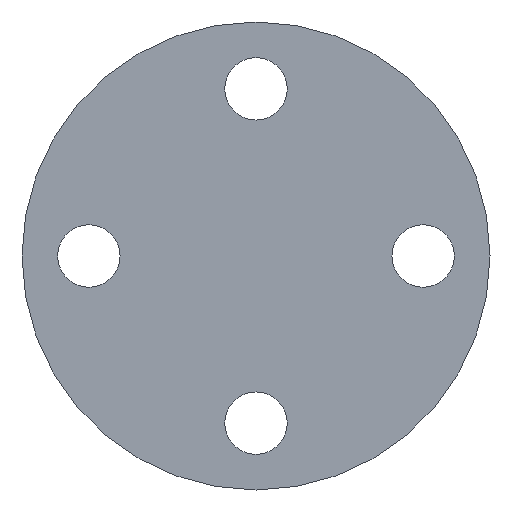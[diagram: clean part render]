
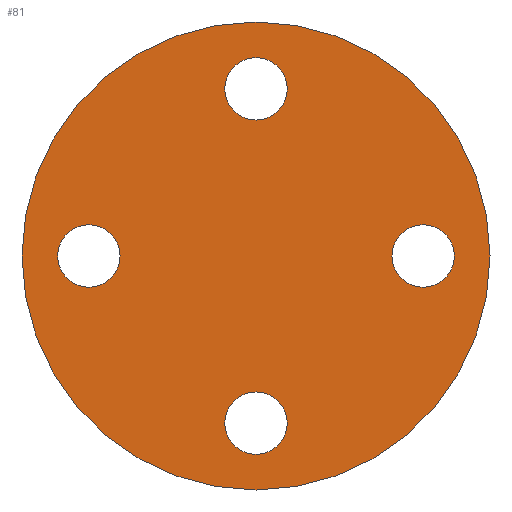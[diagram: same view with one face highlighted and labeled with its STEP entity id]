
A CAD part, front view. The second image highlights one B-rep face of the part: STEP entity #81.
In plain terms, the highlighted planar face has unit normal (0, -1, 0).
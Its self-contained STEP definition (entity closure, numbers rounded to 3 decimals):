
#7 = ORIENTED_EDGE ( 'NONE', *, *, #93, .T. ) ;
#17 = CIRCLE ( 'NONE', #28, 7. ) ;
#23 = CARTESIAN_POINT ( 'NONE',  ( -37.5, 0., 0. ) ) ;
#25 = CARTESIAN_POINT ( 'NONE',  ( 0., 0., 0. ) ) ;
#28 = AXIS2_PLACEMENT_3D ( 'NONE', #229, #44, #431 ) ;
#30 = CARTESIAN_POINT ( 'NONE',  ( 0., 0., -37.5 ) ) ;
#36 = VERTEX_POINT ( 'NONE', #553 ) ;
#41 = CIRCLE ( 'NONE', #397, 7. ) ;
#44 = DIRECTION ( 'NONE',  ( 0., 1., 0. ) ) ;
#49 = VERTEX_POINT ( 'NONE', #205 ) ;
#54 = EDGE_CURVE ( 'NONE', #263, #222, #111, .T. ) ;
#57 = DIRECTION ( 'NONE',  ( 0., 1., 0. ) ) ;
#65 = DIRECTION ( 'NONE',  ( 0., 0., 1. ) ) ;
#67 = CARTESIAN_POINT ( 'NONE',  ( 0., 0., 0. ) ) ;
#71 = AXIS2_PLACEMENT_3D ( 'NONE', #592, #625, #407 ) ;
#77 = ORIENTED_EDGE ( 'NONE', *, *, #143, .F. ) ;
#81 = ADVANCED_FACE ( 'NONE', ( #164, #510, #460, #113, #357 ), #408, .F. ) ;
#88 = EDGE_LOOP ( 'NONE', ( #77, #523 ) ) ;
#93 = EDGE_CURVE ( 'NONE', #105, #95, #463, .T. ) ;
#95 = VERTEX_POINT ( 'NONE', #116 ) ;
#98 = CARTESIAN_POINT ( 'NONE',  ( 37.5, 0., 0. ) ) ;
#99 = ORIENTED_EDGE ( 'NONE', *, *, #540, .T. ) ;
#104 = CIRCLE ( 'NONE', #342, 7. ) ;
#105 = VERTEX_POINT ( 'NONE', #154 ) ;
#111 = CIRCLE ( 'NONE', #321, 7. ) ;
#113 = FACE_BOUND ( 'NONE', #336, .T. ) ;
#116 = CARTESIAN_POINT ( 'NONE',  ( 37.5, 0., 7. ) ) ;
#124 = CARTESIAN_POINT ( 'NONE',  ( 37.5, 0., 0. ) ) ;
#125 = DIRECTION ( 'NONE',  ( 0., 0., 1. ) ) ;
#126 = CARTESIAN_POINT ( 'NONE',  ( 0., 0., -44.5 ) ) ;
#143 = EDGE_CURVE ( 'NONE', #371, #348, #564, .T. ) ;
#149 = CIRCLE ( 'NONE', #230, 7. ) ;
#154 = CARTESIAN_POINT ( 'NONE',  ( 37.5, 0., -7. ) ) ;
#162 = ORIENTED_EDGE ( 'NONE', *, *, #392, .T. ) ;
#164 = FACE_BOUND ( 'NONE', #245, .T. ) ;
#172 = DIRECTION ( 'NONE',  ( 0., 0., 1. ) ) ;
#183 = CARTESIAN_POINT ( 'NONE',  ( -37.5, 0., 7. ) ) ;
#193 = EDGE_LOOP ( 'NONE', ( #621, #417 ) ) ;
#205 = CARTESIAN_POINT ( 'NONE',  ( 0., 0., -30.5 ) ) ;
#211 = CARTESIAN_POINT ( 'NONE',  ( 0., 0., -37.5 ) ) ;
#215 = DIRECTION ( 'NONE',  ( 0., 1., 0. ) ) ;
#222 = VERTEX_POINT ( 'NONE', #183 ) ;
#224 = DIRECTION ( 'NONE',  ( 0., 1., 0. ) ) ;
#228 = AXIS2_PLACEMENT_3D ( 'NONE', #332, #528, #465 ) ;
#229 = CARTESIAN_POINT ( 'NONE',  ( 0., 0., 37.5 ) ) ;
#230 = AXIS2_PLACEMENT_3D ( 'NONE', #211, #224, #602 ) ;
#240 = ORIENTED_EDGE ( 'NONE', *, *, #54, .T. ) ;
#241 = AXIS2_PLACEMENT_3D ( 'NONE', #67, #257, #400 ) ;
#242 = EDGE_CURVE ( 'NONE', #330, #36, #17, .T. ) ;
#245 = EDGE_LOOP ( 'NONE', ( #162, #7 ) ) ;
#255 = DIRECTION ( 'NONE',  ( 0., 1., 0. ) ) ;
#257 = DIRECTION ( 'NONE',  ( 0., 1., 0. ) ) ;
#263 = VERTEX_POINT ( 'NONE', #378 ) ;
#266 = DIRECTION ( 'NONE',  ( 0., 1., 0. ) ) ;
#280 = VERTEX_POINT ( 'NONE', #126 ) ;
#316 = DIRECTION ( 'NONE',  ( 0., 0., 1. ) ) ;
#318 = DIRECTION ( 'NONE',  ( 0., 1., 0. ) ) ;
#321 = AXIS2_PLACEMENT_3D ( 'NONE', #549, #405, #316 ) ;
#330 = VERTEX_POINT ( 'NONE', #599 ) ;
#332 = CARTESIAN_POINT ( 'NONE',  ( 0., 0., 0. ) ) ;
#336 = EDGE_LOOP ( 'NONE', ( #485, #99 ) ) ;
#341 = EDGE_CURVE ( 'NONE', #36, #330, #535, .T. ) ;
#342 = AXIS2_PLACEMENT_3D ( 'NONE', #30, #318, #172 ) ;
#348 = VERTEX_POINT ( 'NONE', #578 ) ;
#357 = FACE_OUTER_BOUND ( 'NONE', #88, .T. ) ;
#371 = VERTEX_POINT ( 'NONE', #404 ) ;
#378 = CARTESIAN_POINT ( 'NONE',  ( -37.5, 0., -7. ) ) ;
#392 = EDGE_CURVE ( 'NONE', #95, #105, #454, .T. ) ;
#397 = AXIS2_PLACEMENT_3D ( 'NONE', #23, #266, #125 ) ;
#400 = DIRECTION ( 'NONE',  ( 0., 0., 1. ) ) ;
#404 = CARTESIAN_POINT ( 'NONE',  ( 0., 0., -52.5 ) ) ;
#405 = DIRECTION ( 'NONE',  ( 0., 1., 0. ) ) ;
#407 = DIRECTION ( 'NONE',  ( 0., 0., 1. ) ) ;
#408 = PLANE ( 'NONE',  #437 ) ;
#417 = ORIENTED_EDGE ( 'NONE', *, *, #341, .T. ) ;
#418 = EDGE_CURVE ( 'NONE', #348, #371, #518, .T. ) ;
#431 = DIRECTION ( 'NONE',  ( 0., 0., 1. ) ) ;
#437 = AXIS2_PLACEMENT_3D ( 'NONE', #25, #215, #65 ) ;
#439 = ORIENTED_EDGE ( 'NONE', *, *, #548, .T. ) ;
#445 = EDGE_LOOP ( 'NONE', ( #439, #240 ) ) ;
#454 = CIRCLE ( 'NONE', #565, 7. ) ;
#460 = FACE_BOUND ( 'NONE', #445, .T. ) ;
#462 = DIRECTION ( 'NONE',  ( 0., 0., 1. ) ) ;
#463 = CIRCLE ( 'NONE', #619, 7. ) ;
#465 = DIRECTION ( 'NONE',  ( 0., 0., 1. ) ) ;
#485 = ORIENTED_EDGE ( 'NONE', *, *, #493, .T. ) ;
#493 = EDGE_CURVE ( 'NONE', #49, #280, #104, .T. ) ;
#505 = DIRECTION ( 'NONE',  ( 0., 0., 1. ) ) ;
#510 = FACE_BOUND ( 'NONE', #193, .T. ) ;
#518 = CIRCLE ( 'NONE', #241, 52.5 ) ;
#523 = ORIENTED_EDGE ( 'NONE', *, *, #418, .F. ) ;
#528 = DIRECTION ( 'NONE',  ( 0., 1., 0. ) ) ;
#535 = CIRCLE ( 'NONE', #71, 7. ) ;
#540 = EDGE_CURVE ( 'NONE', #280, #49, #149, .T. ) ;
#548 = EDGE_CURVE ( 'NONE', #222, #263, #41, .T. ) ;
#549 = CARTESIAN_POINT ( 'NONE',  ( -37.5, 0., 0. ) ) ;
#553 = CARTESIAN_POINT ( 'NONE',  ( 0., 0., 30.5 ) ) ;
#564 = CIRCLE ( 'NONE', #228, 52.5 ) ;
#565 = AXIS2_PLACEMENT_3D ( 'NONE', #98, #57, #505 ) ;
#578 = CARTESIAN_POINT ( 'NONE',  ( 0., 0., 52.5 ) ) ;
#592 = CARTESIAN_POINT ( 'NONE',  ( 0., 0., 37.5 ) ) ;
#599 = CARTESIAN_POINT ( 'NONE',  ( 0., 0., 44.5 ) ) ;
#602 = DIRECTION ( 'NONE',  ( 0., 0., 1. ) ) ;
#619 = AXIS2_PLACEMENT_3D ( 'NONE', #124, #255, #462 ) ;
#621 = ORIENTED_EDGE ( 'NONE', *, *, #242, .T. ) ;
#625 = DIRECTION ( 'NONE',  ( 0., 1., 0. ) ) ;
